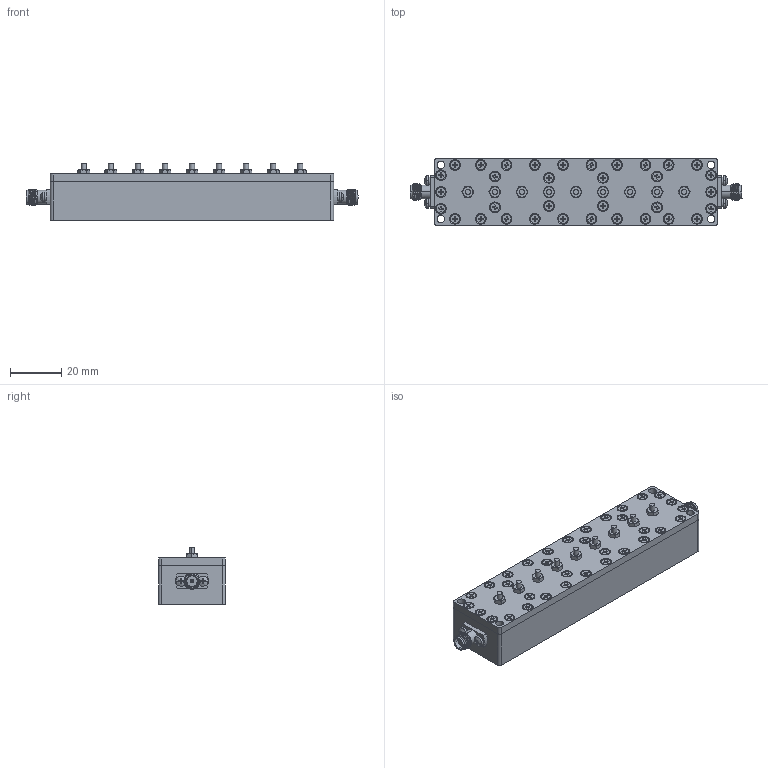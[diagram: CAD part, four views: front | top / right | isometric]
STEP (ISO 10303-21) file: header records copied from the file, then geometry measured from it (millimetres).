
FILE_DESCRIPTION (( 'STEP AP214' ), '1' );
FILE_NAME ('FMFL1025_3D.step', '2024-06-07T18:17:15', ( '' ), ( '' ), 'SwSTEP 2.0', 'SolidWorks 2022', '' );
FILE_SCHEMA (( 'AUTOMOTIVE_DESIGN' ));
Length unit declared in the file: millimetre
Products named in the file (1): FMFL1025_3D
Bounding box: 129 x 26 x 22 mm (x, y, z)
Volume: 31526.9 mm3; surface area: 22177.8 mm2
Topology: 1 solids, 72 shells, 2074 faces, 5272 edges, 3378 vertices
Faces by surface type: plane 962, cylinder 732, cone 350, bspline 30
Entity records: 66639 total; most frequent: CARTESIAN_POINT 16584, DIRECTION 10530, ORIENTED_EDGE 10408, EDGE_CURVE 5204, AXIS2_PLACEMENT_3D 3865, VERTEX_POINT 3378, LINE 2800, VECTOR 2800
